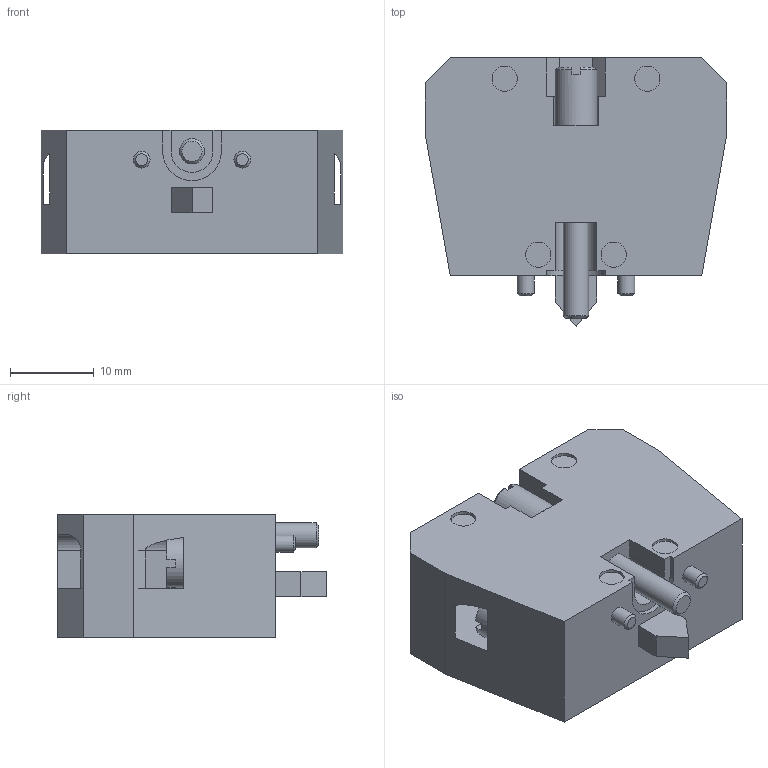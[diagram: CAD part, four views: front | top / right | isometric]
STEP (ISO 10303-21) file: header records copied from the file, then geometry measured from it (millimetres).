
FILE_DESCRIPTION(/* description */ ('STEP AP242','CAx-IF Rec.Pracs.---Representation and Presentation of Product Manufacturing Information (PMI)---4.0---2014-10-13','CAx-IF Rec.Pracs.---3D Tessellated Geometry---0.4---2014-09-14','2;1'),/* implementation_level */ '2;1');
FILE_NAME(/* name */ 'ECX 1030',/* time_stamp */ '2025-09-19T16:44:29+02:00',/* author */ ('License CC BY-ND 4.0'),/* organization */ ('CADENAS'),/* preprocessor_version */ 'ST-DEVELOPER v19.3',/* originating_system */ 'PARTsolutions',/* authorisation */ ' ');
FILE_SCHEMA (('AP242_MANAGED_MODEL_BASED_3D_ENGINEERING_MIM_LF { 1 0 10303 442 1 1 4 }'));
Length unit declared in the file: millimetre
Products named in the file (1): ECX 1030
Bounding box: 36 x 32 x 14.7 mm (x, y, z)
Volume: 11466.1 mm3; surface area: 4744.4 mm2
Topology: 1 solids, 1 shells, 129 faces, 340 edges, 224 vertices
Faces by surface type: plane 102, cylinder 20, cone 7
Full cylindrical faces by diameter (mm): 2 x4, 2.4 x1, 3 x5, 5 x1, 6 x2
Entity records: 4718 total; most frequent: CARTESIAN_POINT 670, DIRECTION 636, ORIENTED_EDGE 626, EDGE_CURVE 313, LINE 242, VECTOR 242, VERTEX_POINT 215, AXIS2_PLACEMENT_3D 197
